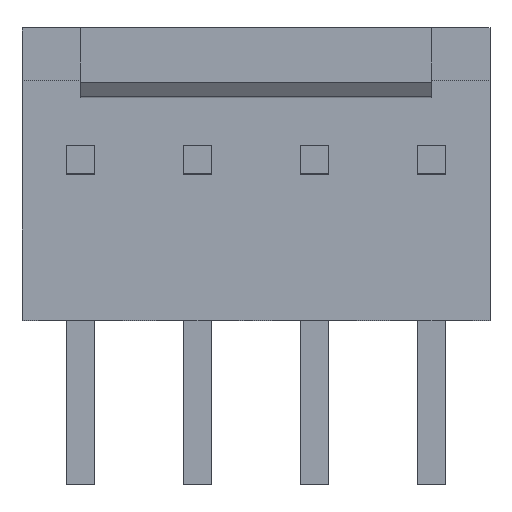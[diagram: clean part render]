
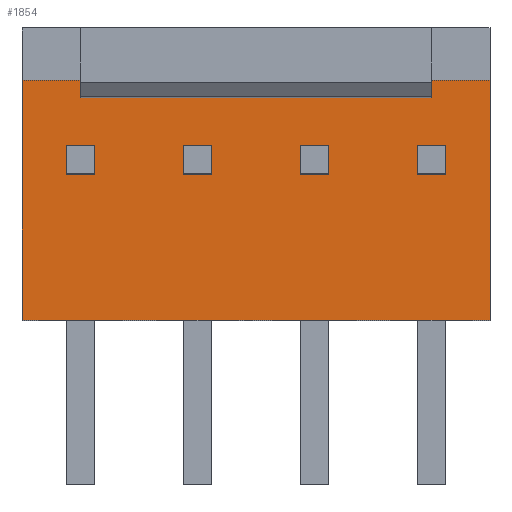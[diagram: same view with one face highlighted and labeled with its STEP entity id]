
A CAD part, top view. The second image highlights one B-rep face of the part: STEP entity #1854.
In plain terms, the highlighted planar face has unit normal (0, 0, 1).
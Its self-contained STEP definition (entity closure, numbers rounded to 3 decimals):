
#138=DIRECTION('',(0.,-1.,0.));
#139=VECTOR('',#138,5.207);
#140=CARTESIAN_POINT('',(-5.08,1.727,0.));
#141=LINE('',#140,#139);
#350=DIRECTION('',(1.,0.,0.));
#351=VECTOR('',#350,10.16);
#352=CARTESIAN_POINT('',(-5.08,1.727,0.));
#353=LINE('',#352,#351);
#354=DIRECTION('',(0.,1.,0.));
#355=VECTOR('',#354,0.622);
#356=CARTESIAN_POINT('',(3.499,-0.311,0.));
#357=LINE('',#356,#355);
#358=DIRECTION('',(1.,0.,0.));
#359=VECTOR('',#358,0.622);
#360=CARTESIAN_POINT('',(3.499,-0.311,0.));
#361=LINE('',#360,#359);
#362=DIRECTION('',(0.,1.,0.));
#363=VECTOR('',#362,0.622);
#364=CARTESIAN_POINT('',(4.121,-0.311,0.));
#365=LINE('',#364,#363);
#366=DIRECTION('',(1.,0.,0.));
#367=VECTOR('',#366,0.622);
#368=CARTESIAN_POINT('',(3.499,0.311,0.));
#369=LINE('',#368,#367);
#370=DIRECTION('',(0.,1.,0.));
#371=VECTOR('',#370,0.622);
#372=CARTESIAN_POINT('',(0.959,-0.311,0.));
#373=LINE('',#372,#371);
#374=DIRECTION('',(1.,0.,0.));
#375=VECTOR('',#374,0.622);
#376=CARTESIAN_POINT('',(0.959,-0.311,0.));
#377=LINE('',#376,#375);
#378=DIRECTION('',(0.,1.,0.));
#379=VECTOR('',#378,0.622);
#380=CARTESIAN_POINT('',(1.581,-0.311,0.));
#381=LINE('',#380,#379);
#382=DIRECTION('',(1.,0.,0.));
#383=VECTOR('',#382,0.622);
#384=CARTESIAN_POINT('',(0.959,0.311,0.));
#385=LINE('',#384,#383);
#386=DIRECTION('',(0.,1.,0.));
#387=VECTOR('',#386,0.622);
#388=CARTESIAN_POINT('',(-1.581,-0.311,0.));
#389=LINE('',#388,#387);
#390=DIRECTION('',(1.,0.,0.));
#391=VECTOR('',#390,0.622);
#392=CARTESIAN_POINT('',(-1.581,-0.311,0.));
#393=LINE('',#392,#391);
#394=DIRECTION('',(0.,1.,0.));
#395=VECTOR('',#394,0.622);
#396=CARTESIAN_POINT('',(-0.959,-0.311,0.));
#397=LINE('',#396,#395);
#398=DIRECTION('',(1.,0.,0.));
#399=VECTOR('',#398,0.622);
#400=CARTESIAN_POINT('',(-1.581,0.311,0.));
#401=LINE('',#400,#399);
#402=DIRECTION('',(0.,1.,0.));
#403=VECTOR('',#402,0.622);
#404=CARTESIAN_POINT('',(-4.121,-0.311,0.));
#405=LINE('',#404,#403);
#406=DIRECTION('',(1.,0.,0.));
#407=VECTOR('',#406,0.622);
#408=CARTESIAN_POINT('',(-4.121,-0.311,0.));
#409=LINE('',#408,#407);
#410=DIRECTION('',(0.,1.,0.));
#411=VECTOR('',#410,0.622);
#412=CARTESIAN_POINT('',(-3.499,-0.311,0.));
#413=LINE('',#412,#411);
#414=DIRECTION('',(1.,0.,0.));
#415=VECTOR('',#414,0.622);
#416=CARTESIAN_POINT('',(-4.121,0.311,0.));
#417=LINE('',#416,#415);
#438=DIRECTION('',(0.,-1.,0.));
#439=VECTOR('',#438,5.207);
#440=CARTESIAN_POINT('',(5.08,1.727,0.));
#441=LINE('',#440,#439);
#498=DIRECTION('',(1.,0.,0.));
#499=VECTOR('',#498,10.16);
#500=CARTESIAN_POINT('',(-5.08,-3.48,0.));
#501=LINE('',#500,#499);
#1186=CARTESIAN_POINT('',(-5.08,-3.48,0.));
#1188=VERTEX_POINT('',#1186);
#1192=CARTESIAN_POINT('',(5.08,-3.48,0.));
#1194=VERTEX_POINT('',#1192);
#1198=CARTESIAN_POINT('',(-5.08,1.727,0.));
#1200=VERTEX_POINT('',#1198);
#1204=CARTESIAN_POINT('',(5.08,1.727,0.));
#1206=VERTEX_POINT('',#1204);
#1278=CARTESIAN_POINT('',(3.499,-0.311,0.));
#1279=CARTESIAN_POINT('',(3.499,0.311,0.));
#1280=VERTEX_POINT('',#1278);
#1281=VERTEX_POINT('',#1279);
#1282=CARTESIAN_POINT('',(4.121,-0.311,0.));
#1283=CARTESIAN_POINT('',(4.121,0.311,0.));
#1284=VERTEX_POINT('',#1282);
#1285=VERTEX_POINT('',#1283);
#1318=CARTESIAN_POINT('',(0.959,-0.311,0.));
#1319=CARTESIAN_POINT('',(0.959,0.311,0.));
#1320=VERTEX_POINT('',#1318);
#1321=VERTEX_POINT('',#1319);
#1322=CARTESIAN_POINT('',(1.581,-0.311,0.));
#1323=CARTESIAN_POINT('',(1.581,0.311,0.));
#1324=VERTEX_POINT('',#1322);
#1325=VERTEX_POINT('',#1323);
#1358=CARTESIAN_POINT('',(-1.581,-0.311,0.));
#1359=CARTESIAN_POINT('',(-1.581,0.311,0.));
#1360=VERTEX_POINT('',#1358);
#1361=VERTEX_POINT('',#1359);
#1362=CARTESIAN_POINT('',(-0.959,-0.311,0.));
#1363=CARTESIAN_POINT('',(-0.959,0.311,0.));
#1364=VERTEX_POINT('',#1362);
#1365=VERTEX_POINT('',#1363);
#1398=CARTESIAN_POINT('',(-4.121,-0.311,0.));
#1399=CARTESIAN_POINT('',(-4.121,0.311,0.));
#1400=VERTEX_POINT('',#1398);
#1401=VERTEX_POINT('',#1399);
#1402=CARTESIAN_POINT('',(-3.499,-0.311,0.));
#1403=CARTESIAN_POINT('',(-3.499,0.311,0.));
#1404=VERTEX_POINT('',#1402);
#1405=VERTEX_POINT('',#1403);
#1802=CARTESIAN_POINT('',(-5.08,2.87,0.));
#1803=DIRECTION('',(0.,0.,1.));
#1804=DIRECTION('',(0.,-1.,0.));
#1805=AXIS2_PLACEMENT_3D('',#1802,#1803,#1804);
#1806=PLANE('',#1805);
#1807=ORIENTED_EDGE('',*,*,#1560,.T.);
#1809=ORIENTED_EDGE('',*,*,#1808,.T.);
#1811=ORIENTED_EDGE('',*,*,#1810,.F.);
#1812=ORIENTED_EDGE('',*,*,#1537,.F.);
#1813=EDGE_LOOP('',(#1807,#1809,#1811,#1812));
#1814=FACE_OUTER_BOUND('',#1813,.F.);
#1816=ORIENTED_EDGE('',*,*,#1815,.F.);
#1818=ORIENTED_EDGE('',*,*,#1817,.T.);
#1820=ORIENTED_EDGE('',*,*,#1819,.T.);
#1822=ORIENTED_EDGE('',*,*,#1821,.F.);
#1823=EDGE_LOOP('',(#1816,#1818,#1820,#1822));
#1824=FACE_BOUND('',#1823,.F.);
#1826=ORIENTED_EDGE('',*,*,#1825,.F.);
#1828=ORIENTED_EDGE('',*,*,#1827,.T.);
#1830=ORIENTED_EDGE('',*,*,#1829,.T.);
#1832=ORIENTED_EDGE('',*,*,#1831,.F.);
#1833=EDGE_LOOP('',(#1826,#1828,#1830,#1832));
#1834=FACE_BOUND('',#1833,.F.);
#1836=ORIENTED_EDGE('',*,*,#1835,.F.);
#1838=ORIENTED_EDGE('',*,*,#1837,.T.);
#1840=ORIENTED_EDGE('',*,*,#1839,.T.);
#1842=ORIENTED_EDGE('',*,*,#1841,.F.);
#1843=EDGE_LOOP('',(#1836,#1838,#1840,#1842));
#1844=FACE_BOUND('',#1843,.F.);
#1846=ORIENTED_EDGE('',*,*,#1845,.F.);
#1847=ORIENTED_EDGE('',*,*,#1776,.T.);
#1849=ORIENTED_EDGE('',*,*,#1848,.T.);
#1851=ORIENTED_EDGE('',*,*,#1850,.F.);
#1852=EDGE_LOOP('',(#1846,#1847,#1849,#1851));
#1853=FACE_BOUND('',#1852,.F.);
#1537=EDGE_CURVE('',#1200,#1188,#141,.T.);
#1560=EDGE_CURVE('',#1200,#1206,#353,.T.);
#1776=EDGE_CURVE('',#1400,#1404,#409,.T.);
#1808=EDGE_CURVE('',#1206,#1194,#441,.T.);
#1810=EDGE_CURVE('',#1188,#1194,#501,.T.);
#1815=EDGE_CURVE('',#1280,#1281,#357,.T.);
#1817=EDGE_CURVE('',#1280,#1284,#361,.T.);
#1819=EDGE_CURVE('',#1284,#1285,#365,.T.);
#1821=EDGE_CURVE('',#1281,#1285,#369,.T.);
#1825=EDGE_CURVE('',#1320,#1321,#373,.T.);
#1827=EDGE_CURVE('',#1320,#1324,#377,.T.);
#1829=EDGE_CURVE('',#1324,#1325,#381,.T.);
#1831=EDGE_CURVE('',#1321,#1325,#385,.T.);
#1835=EDGE_CURVE('',#1360,#1361,#389,.T.);
#1837=EDGE_CURVE('',#1360,#1364,#393,.T.);
#1839=EDGE_CURVE('',#1364,#1365,#397,.T.);
#1841=EDGE_CURVE('',#1361,#1365,#401,.T.);
#1845=EDGE_CURVE('',#1400,#1401,#405,.T.);
#1848=EDGE_CURVE('',#1404,#1405,#413,.T.);
#1850=EDGE_CURVE('',#1401,#1405,#417,.T.);
#1854=ADVANCED_FACE('',(#1814,#1824,#1834,#1844,#1853),#1806,.T.);
